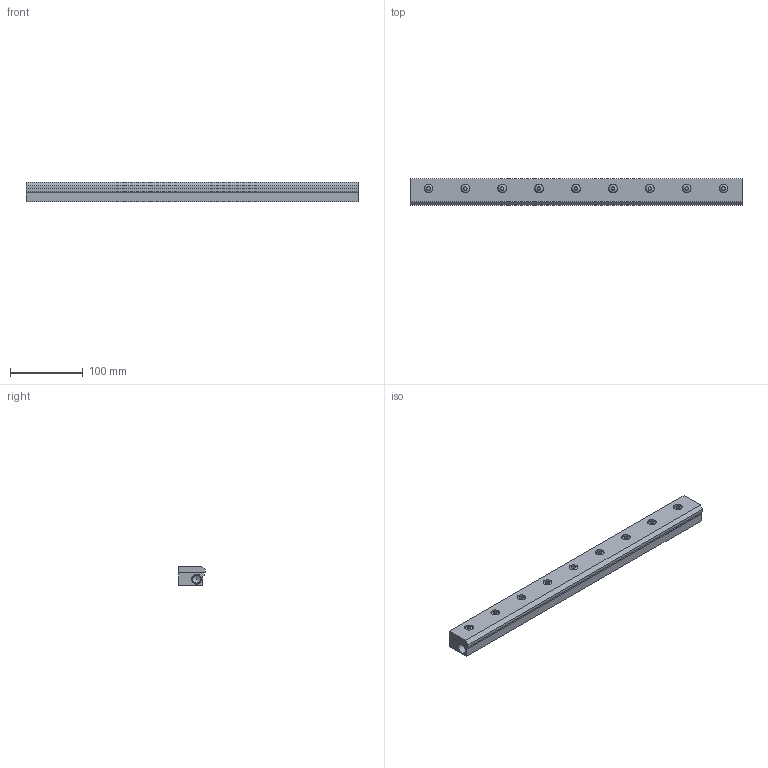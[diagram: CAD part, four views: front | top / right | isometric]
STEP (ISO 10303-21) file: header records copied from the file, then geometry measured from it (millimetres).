
FILE_DESCRIPTION(/* description */ (''),/* implementation_level */ '2;1');
FILE_NAME(/* name */ '110018SS-316.stp',/* time_stamp */ '2023-05-24T12:26:52-04:00',/* author */ ('Cory Kanz'),/* organization */ (''),/* preprocessor_version */ 'ST-DEVELOPER v19',/* originating_system */ 'Autodesk Inventor 2023',/* authorisation */ '');
FILE_SCHEMA (('AUTOMOTIVE_DESIGN { 1 0 10303 214 3 1 1 }'));
Length unit declared in the file: inch
Products named in the file (12): 110018ss; 110018ss1; 110018ss2; 110018ss3; 110018ss4; 110018ss5; 110018ss6; 110018ss7; 110018ss8; 110018ss9; 110018ss10; 110018ss11
Assembly tree (11 placements, depth 2):
  110018ss
    110018ss1
    110018ss2
    110018ss3
    110018ss4
    110018ss5
    110018ss6
    110018ss7
    110018ss8
    110018ss9
    110018ss10
    110018ss11
Bounding box: 457.2 x 36.51 x 26.2 mm (x, y, z)
Volume: 400435.5 mm3; surface area: 101552.7 mm2
Topology: 11 solids, 11 shells, 193 faces, 408 edges, 268 vertices
Faces by surface type: plane 118, cylinder 49, cone 17, bspline 9
Full cylindrical faces by diameter (mm): 5.182 x9, 6.35 x9, 7.163 x9, 10.999 x4, 11.1 x9, 12.065 x9
Entity records: 6009 total; most frequent: CARTESIAN_POINT 1124, DIRECTION 965, ORIENTED_EDGE 812, EDGE_CURVE 406, AXIS2_PLACEMENT_3D 352, VERTEX_POINT 268, EDGE_LOOP 266, LINE 261
